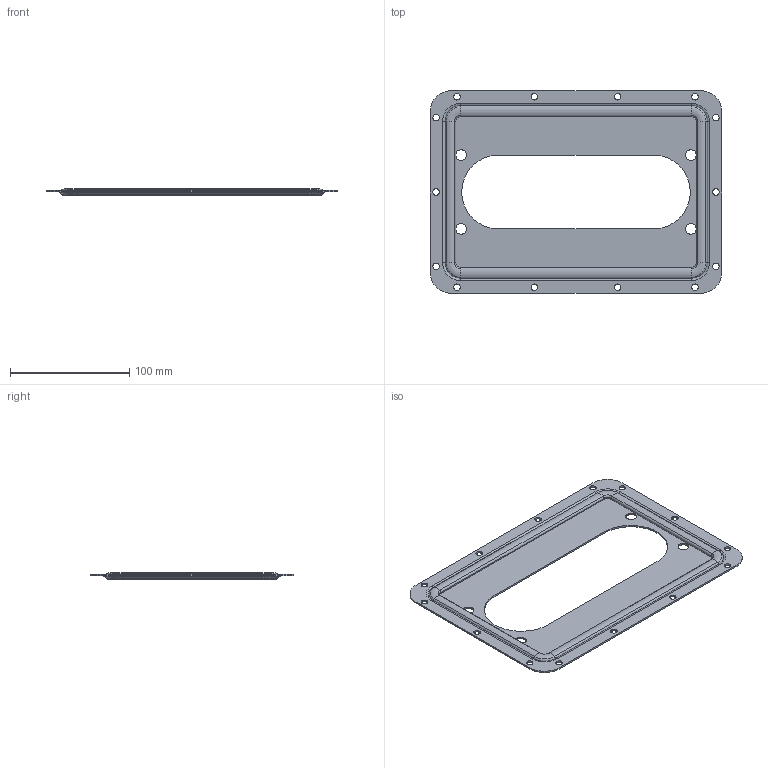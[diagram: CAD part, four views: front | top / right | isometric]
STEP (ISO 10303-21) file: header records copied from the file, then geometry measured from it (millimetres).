
FILE_DESCRIPTION (( 'STEP AP214' ), '1' );
FILE_NAME ('TI-00D-FL-245-170_TITAN Ôëàíåö êàáåëüíûé 245õ170 ñ îòâåðñòèåì IEK.STEP', '2023-09-18T09:52:36', ( '' ), ( '' ), 'SwSTEP 2.0', 'SolidWorks 2022', '' );
FILE_SCHEMA (( 'AUTOMOTIVE_DESIGN' ));
Length unit declared in the file: millimetre
Products named in the file (3): 139.04.01 Крышка_250х175 с прорезью; RAKU-PUR 32-3250 для крышки_250х175; TI-00D-FL-245-170_TITAN Фланец кабельный 245х170 с отверстием IEK
Assembly tree (2 placements, depth 2):
  TI-00D-FL-245-170_TITAN Фланец кабельный 245х170 с отверстием IEK
    139.04.01 Крышка_250х175 с прорезью
    RAKU-PUR 32-3250 для крышки_250х175
Bounding box: 245 x 170 x 5.87 mm (x, y, z)
Volume: 66180.9 mm3; surface area: 78723.9 mm2
Topology: 2 solids, 2 shells, 140 faces, 355 edges, 220 vertices
Faces by surface type: cylinder 81, torus 32, plane 19, cone 8
Entity records: 4469 total; most frequent: DIRECTION 865, CARTESIAN_POINT 720, ORIENTED_EDGE 710, AXIS2_PLACEMENT_3D 365, EDGE_CURVE 355, CIRCLE 220, VERTEX_POINT 220, EDGE_LOOP 181
